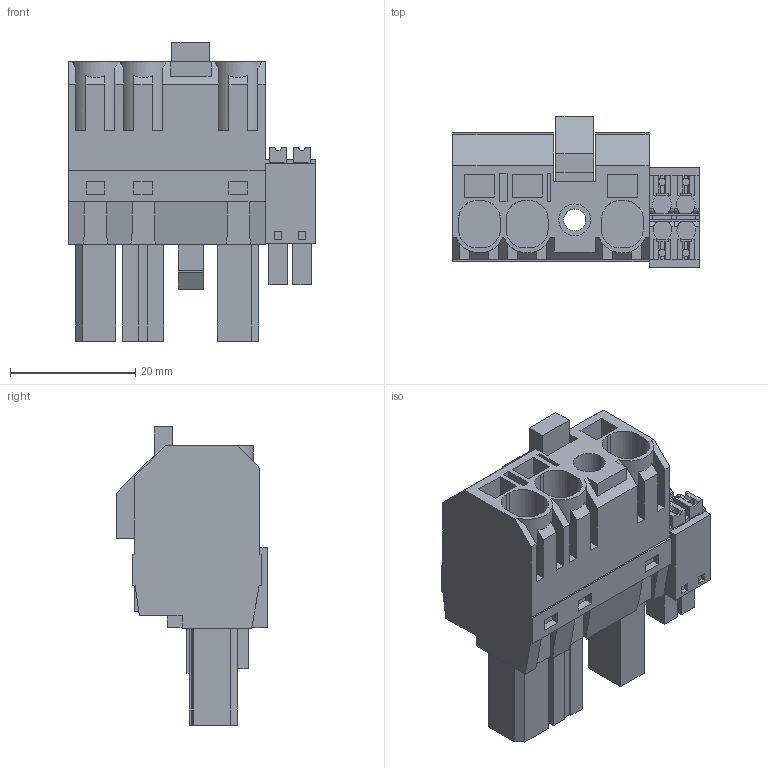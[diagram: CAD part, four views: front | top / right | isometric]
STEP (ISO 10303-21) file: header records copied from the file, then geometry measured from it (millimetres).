
FILE_DESCRIPTION(('CATIA V5 STEP Exchange','CAx-IF Rec.Pracs.--- Model Styling and Organization---1.4--- 2014-01-23'),'2;1');
FILE_NAME ('D1448301_1_1081630000_1081630000.stp','2023-09-07T12:49:39+00:00',('none'),('Weidmueller'),'CATIA Version 5-6 Release 2016 SP3 HF44','CATIA V5 STEP AP214','none');
FILE_SCHEMA(('AUTOMOTIVE_DESIGN { 1 0 10303 214 1 1 1 1 }'));
Length unit declared in the file: millimetre
Products named in the file (1): 1081630000
Bounding box: 39.41 x 24.13 x 47.7 mm (x, y, z)
Volume: 18785.1 mm3; surface area: 10316.1 mm2
Topology: 6 solids, 6 shells, 564 faces, 1558 edges, 1035 vertices
Faces by surface type: plane 509, cylinder 55
Entity records: 17084 total; most frequent: CARTESIAN_POINT 3366, ORIENTED_EDGE 3116, DIRECTION 2309, EDGE_CURVE 1558, VECTOR 1394, LINE 1394, VERTEX_POINT 1035, EDGE_LOOP 603
